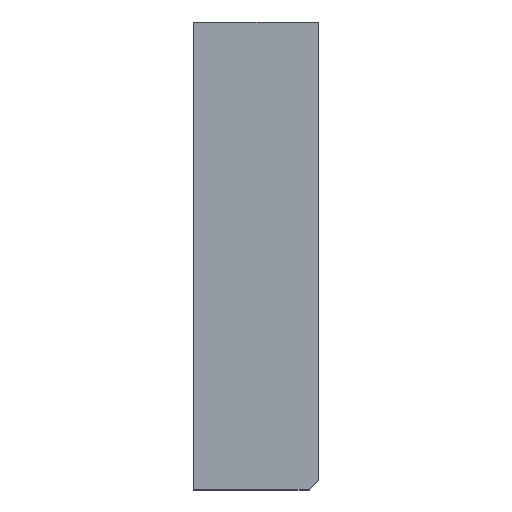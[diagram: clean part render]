
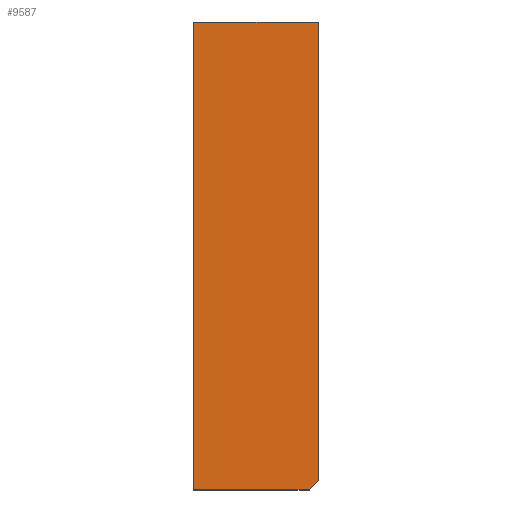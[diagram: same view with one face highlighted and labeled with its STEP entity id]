
A CAD part, left-side view. The second image highlights one B-rep face of the part: STEP entity #9587.
In plain terms, the highlighted planar face has unit normal (-1, 0, 0).
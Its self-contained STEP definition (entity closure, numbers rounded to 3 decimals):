
#1564=FACE_OUTER_BOUND('',#2125,.T.);
#2125=EDGE_LOOP('',(#8422,#8423,#8424,#8425,#8426));
#2676=LINE('',#16548,#3403);
#2683=LINE('',#16561,#3410);
#2801=LINE('',#18441,#3528);
#2805=LINE('',#18450,#3532);
#2806=LINE('',#18452,#3533);
#3403=VECTOR('',#10525,10.);
#3410=VECTOR('',#10534,10.);
#3528=VECTOR('',#10690,10.);
#3532=VECTOR('',#10704,10.);
#3533=VECTOR('',#10707,10.);
#4280=VERTEX_POINT('',#16545);
#4281=VERTEX_POINT('',#16547);
#4286=VERTEX_POINT('',#16559);
#4468=VERTEX_POINT('',#18438);
#4469=VERTEX_POINT('',#18440);
#5536=EDGE_CURVE('',#4280,#4281,#2676,.T.);
#5543=EDGE_CURVE('',#4286,#4280,#2683,.T.);
#5817=EDGE_CURVE('',#4469,#4468,#2801,.T.);
#5821=EDGE_CURVE('',#4468,#4281,#2805,.T.);
#5822=EDGE_CURVE('',#4469,#4286,#2806,.T.);
#8422=ORIENTED_EDGE('',*,*,#5536,.F.);
#8423=ORIENTED_EDGE('',*,*,#5543,.F.);
#8424=ORIENTED_EDGE('',*,*,#5822,.F.);
#8425=ORIENTED_EDGE('',*,*,#5817,.T.);
#8426=ORIENTED_EDGE('',*,*,#5821,.T.);
#9113=PLANE('',#9836);
#9587=ADVANCED_FACE('',(#1564),#9113,.T.);
#9836=AXIS2_PLACEMENT_3D('',#18451,#10705,#10706);
#10525=DIRECTION('',(0.,0.707,-0.707));
#10534=DIRECTION('',(0.,0.,-1.));
#10690=DIRECTION('',(0.,0.,-1.));
#10704=DIRECTION('',(0.,-1.,0.));
#10705=DIRECTION('center_axis',(-1.,0.,0.));
#10706=DIRECTION('ref_axis',(0.,0.,-1.));
#10707=DIRECTION('',(0.,-1.,0.));
#16545=CARTESIAN_POINT('',(0.,-4.,-6.7));
#16547=CARTESIAN_POINT('',(0.,-3.7,-7.));
#16548=CARTESIAN_POINT('',(0.,-6.6,-4.1));
#16559=CARTESIAN_POINT('',(0.,-4.,8.));
#16561=CARTESIAN_POINT('',(0.,-4.,0.));
#18438=CARTESIAN_POINT('',(0.,0.,-7.));
#18440=CARTESIAN_POINT('',(0.,0.,8.));
#18441=CARTESIAN_POINT('',(0.,0.,0.));
#18450=CARTESIAN_POINT('',(0.,0.,-7.));
#18451=CARTESIAN_POINT('Origin',(0.,0.,8.));
#18452=CARTESIAN_POINT('',(0.,0.,8.));
